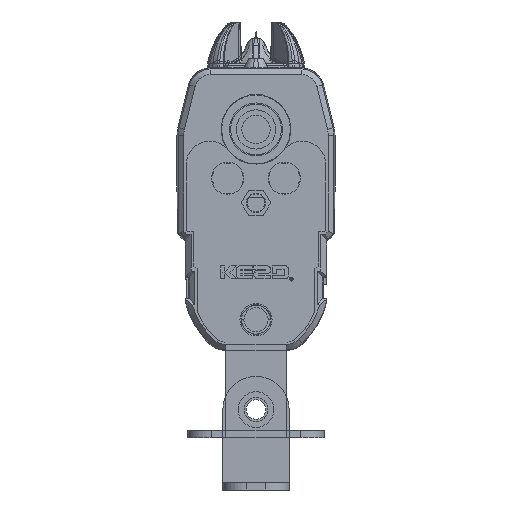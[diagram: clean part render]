
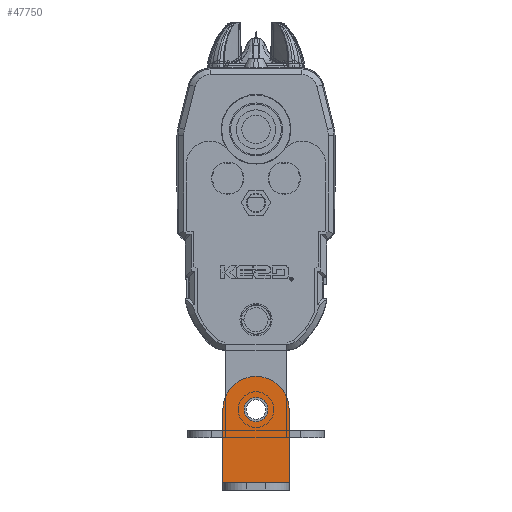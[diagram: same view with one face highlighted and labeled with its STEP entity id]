
A CAD part, left-side view. The second image highlights one B-rep face of the part: STEP entity #47750.
In plain terms, the highlighted face is planar.
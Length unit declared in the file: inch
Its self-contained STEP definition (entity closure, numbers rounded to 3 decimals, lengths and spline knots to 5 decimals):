
#47429=CARTESIAN_POINT('',(0.,0.,0.));
#47430=DIRECTION('',(0.,0.,1.));
#47431=DIRECTION('',(0.,1.,0.));
#47432=AXIS2_PLACEMENT_3D('',#47429,#47430,#47431);
#47434=CARTESIAN_POINT('',(0.,0.,0.));
#47435=DIRECTION('',(0.,0.,1.));
#47436=DIRECTION('',(-1.,0.,0.));
#47437=AXIS2_PLACEMENT_3D('',#47434,#47435,#47436);
#47439=CARTESIAN_POINT('',(0.,0.,0.));
#47440=DIRECTION('',(0.,0.,-1.));
#47441=DIRECTION('',(-1.,0.,0.));
#47442=AXIS2_PLACEMENT_3D('',#47439,#47440,#47441);
#47444=CARTESIAN_POINT('',(0.,0.,0.));
#47445=DIRECTION('',(0.,0.,-1.));
#47446=DIRECTION('',(1.,0.,0.));
#47447=AXIS2_PLACEMENT_3D('',#47444,#47445,#47446);
#47458=DIRECTION('',(1.,0.,0.));
#47459=VECTOR('',#47458,15.5);
#47460=CARTESIAN_POINT('',(0.,7.,0.));
#47461=LINE('',#47460,#47459);
#47546=DIRECTION('',(0.,-1.,0.));
#47547=VECTOR('',#47546,14.);
#47548=CARTESIAN_POINT('',(15.5,7.,0.));
#47549=LINE('',#47548,#47547);
#47575=DIRECTION('',(-1.,0.,0.));
#47576=VECTOR('',#47575,15.5);
#47577=CARTESIAN_POINT('',(15.5,-7.,0.));
#47578=LINE('',#47577,#47576);
#47655=CARTESIAN_POINT('',(0.,7.,0.));
#47656=CARTESIAN_POINT('',(15.5,7.,0.));
#47657=VERTEX_POINT('',#47655);
#47658=VERTEX_POINT('',#47656);
#47659=CARTESIAN_POINT('',(-7.,0.,0.));
#47660=VERTEX_POINT('',#47659);
#47661=CARTESIAN_POINT('',(0.,-7.,0.));
#47662=VERTEX_POINT('',#47661);
#47663=CARTESIAN_POINT('',(15.5,-7.,0.));
#47664=VERTEX_POINT('',#47663);
#47665=CARTESIAN_POINT('',(-2.55,0.,0.));
#47666=CARTESIAN_POINT('',(2.55,0.,0.));
#47667=VERTEX_POINT('',#47665);
#47668=VERTEX_POINT('',#47666);
#47727=CARTESIAN_POINT('',(0.,0.,0.));
#47728=DIRECTION('',(0.,0.,1.));
#47729=DIRECTION('',(1.,0.,0.));
#47730=AXIS2_PLACEMENT_3D('',#47727,#47728,#47729);
#47731=PLANE('',#47730);
#47733=ORIENTED_EDGE('',*,*,#47732,.F.);
#47735=ORIENTED_EDGE('',*,*,#47734,.T.);
#47737=ORIENTED_EDGE('',*,*,#47736,.T.);
#47739=ORIENTED_EDGE('',*,*,#47738,.F.);
#47741=ORIENTED_EDGE('',*,*,#47740,.F.);
#47742=EDGE_LOOP('',(#47733,#47735,#47737,#47739,#47741));
#47743=FACE_OUTER_BOUND('',#47742,.F.);
#47745=ORIENTED_EDGE('',*,*,#47744,.T.);
#47747=ORIENTED_EDGE('',*,*,#47746,.T.);
#47748=EDGE_LOOP('',(#47745,#47747));
#47749=FACE_BOUND('',#47748,.F.);
#47750=ADVANCED_FACE('',(#47743,#47749),#47731,.F.);
#47433=CIRCLE('',#47432,7.);
#47438=CIRCLE('',#47437,7.);
#47443=CIRCLE('',#47442,2.55);
#47448=CIRCLE('',#47447,2.55);
#47732=EDGE_CURVE('',#47657,#47658,#47461,.T.);
#47734=EDGE_CURVE('',#47657,#47660,#47433,.T.);
#47736=EDGE_CURVE('',#47660,#47662,#47438,.T.);
#47738=EDGE_CURVE('',#47664,#47662,#47578,.T.);
#47740=EDGE_CURVE('',#47658,#47664,#47549,.T.);
#47744=EDGE_CURVE('',#47667,#47668,#47443,.T.);
#47746=EDGE_CURVE('',#47668,#47667,#47448,.T.);
